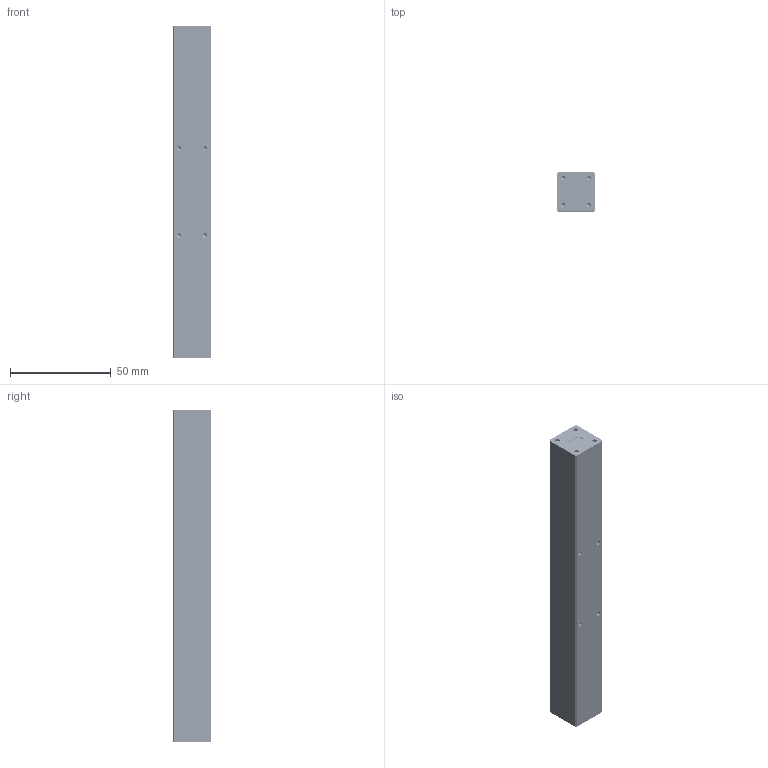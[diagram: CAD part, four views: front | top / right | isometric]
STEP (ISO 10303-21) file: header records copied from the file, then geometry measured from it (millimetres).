
FILE_DESCRIPTION (( 'STEP AP203' ), '1' );
FILE_NAME ('SWF-28301340-28-B1-D.STEP', '2019-06-04T00:26:46', ( '' ), ( '' ), 'SwSTEP 2.0', 'SolidWorks 2016', '' );
FILE_SCHEMA (( 'CONFIG_CONTROL_DESIGN' ));
Products named in the file (1): SWF-28301340-28-B1-D
Bounding box: 19.05 x 19.14 x 165.1 mm (x, y, z)
Volume: 57955.9 mm3; surface area: 32195 mm2
Topology: 34 solids, 34 shells, 3242 faces, 8588 edges, 5464 vertices
Faces by surface type: cylinder 2276, cone 512, plane 390, bspline 64
Entity records: 146645 total; most frequent: CARTESIAN_POINT 78319, ORIENTED_EDGE 16984, DIRECTION 11818, EDGE_CURVE 8492, VERTEX_POINT 5464, AXIS2_PLACEMENT_3D 4403, EDGE_LOOP 3482, ADVANCED_FACE 3242
